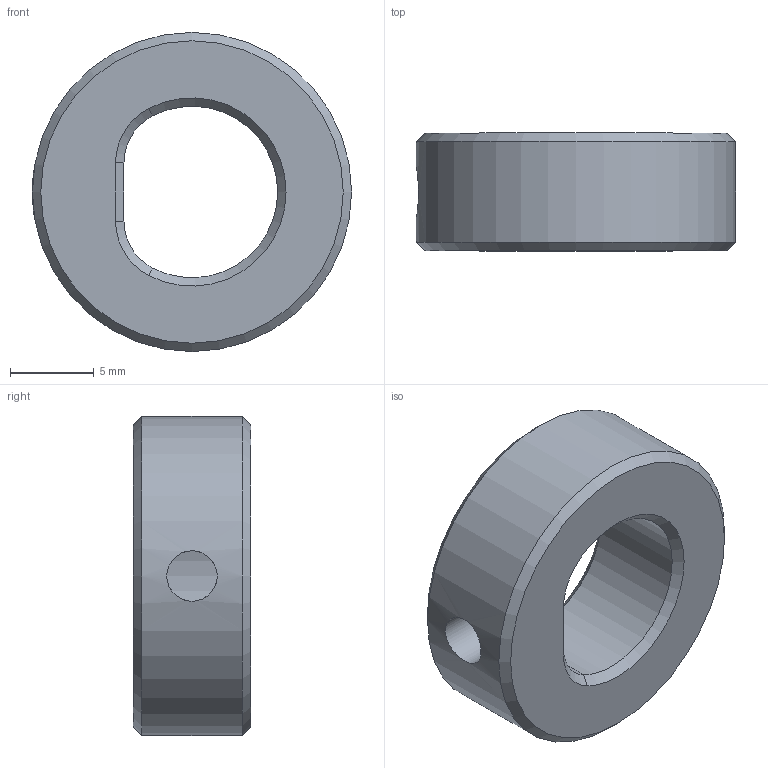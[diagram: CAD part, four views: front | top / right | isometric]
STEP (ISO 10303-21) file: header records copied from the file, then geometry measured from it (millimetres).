
FILE_DESCRIPTION(/* description */ (''),/* implementation_level */ '2;1');
FILE_NAME(/* name */ 'Spacer.stp',/* time_stamp */ '2018-04-24T03:37:02-07:00',/* author */ ('IEUser'),/* organization */ (''),/* preprocessor_version */ 'ST-DEVELOPER v17',/* originating_system */ 'Autodesk Inventor 2019',/* authorisation */ '');
FILE_SCHEMA (('AUTOMOTIVE_DESIGN { 1 0 10303 214 3 1 1 }'));
Length unit declared in the file: millimetre
Products named in the file (1): Spacer
Bounding box: 19 x 7 x 19 mm (x, y, z)
Volume: 1387.4 mm3; surface area: 1033.8 mm2
Topology: 1 solids, 1 shells, 18 faces, 41 edges, 24 vertices
Faces by surface type: cone 8, cylinder 5, plane 5
Full cylindrical faces by diameter (mm): 3 x1, 19 x1
Entity records: 578 total; most frequent: CARTESIAN_POINT 119, DIRECTION 93, ORIENTED_EDGE 82, EDGE_CURVE 41, AXIS2_PLACEMENT_3D 36, VERTEX_POINT 24, EDGE_LOOP 21, LINE 21
